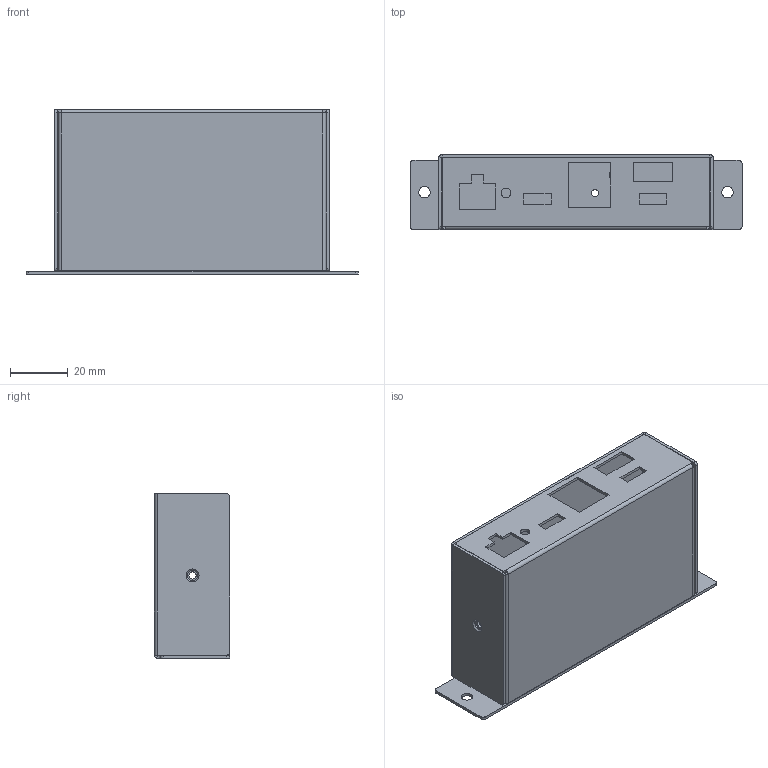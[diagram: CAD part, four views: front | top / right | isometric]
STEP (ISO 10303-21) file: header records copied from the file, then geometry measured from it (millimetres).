
FILE_DESCRIPTION(/* description */ (''),/* implementation_level */ '2;1');
FILE_NAME(/* name */ 'Assembled C2P.stp',/* time_stamp */ '2019-07-03T12:55:26-04:00',/* author */ ('Kieran'),/* organization */ (''),/* preprocessor_version */ 'ST-DEVELOPER v18',/* originating_system */ 'Autodesk Inventor 2020',/* authorisation */ '');
FILE_SCHEMA (('AUTOMOTIVE_DESIGN { 1 0 10303 214 3 1 1 }'));
Length unit declared in the file: millimetre
Products named in the file (3): Assembled C2P; C2P Base; C2P Top
Assembly tree (2 placements, depth 2):
  Assembled C2P
    C2P Base
    C2P Top
Bounding box: 115 x 26 x 57 mm (x, y, z)
Volume: 20372.9 mm3; surface area: 42000.1 mm2
Topology: 2 solids, 2 shells, 125 faces, 339 edges, 218 vertices
Faces by surface type: plane 76, cylinder 47, cone 2
Full cylindrical faces by diameter (mm): 2.459 x8, 3.25 x1, 3.5 x2, 4 x2
Entity records: 4120 total; most frequent: DIRECTION 721, CARTESIAN_POINT 687, ORIENTED_EDGE 678, EDGE_CURVE 339, AXIS2_PLACEMENT_3D 252, VERTEX_POINT 218, LINE 217, VECTOR 217
